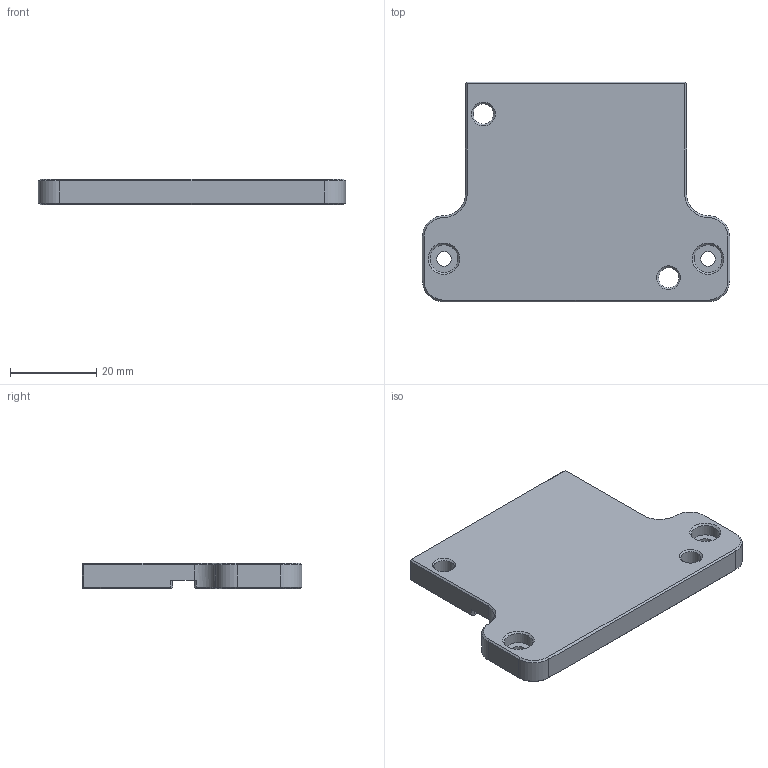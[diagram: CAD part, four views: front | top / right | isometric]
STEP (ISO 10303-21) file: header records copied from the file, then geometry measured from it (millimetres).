
FILE_DESCRIPTION(/* description */ ('Unknown'),/* implementation_level */ '2;1');
FILE_NAME(/* name */ '5015 Flat Fan Bracket V2',/* time_stamp */ '2022-09-12T16:29:40-04:00',/* author */ ('Unknown'),/* organization */ ('Unknown'),/* preprocessor_version */ 'ST-DEVELOPER v18.1',/* originating_system */ 'Solid Edge',/* authorisation */ 'Unknown');
FILE_SCHEMA (('AUTOMOTIVE_DESIGN {1 0 10303 214 3 1 1}'));
Length unit declared in the file: millimetre
Products named in the file (1): 5015 Flat Fan Bracket V2
Bounding box: 71.3 x 51 x 6 mm (x, y, z)
Volume: 17001.2 mm3; surface area: 7680.9 mm2
Topology: 1 solids, 1 shells, 66 faces, 162 edges, 100 vertices
Faces by surface type: plane 34, cone 20, cylinder 12
Full cylindrical faces by diameter (mm): 3.4 x2, 4.7 x2, 6.5 x2
Entity records: 1882 total; most frequent: CARTESIAN_POINT 323, DIRECTION 322, ORIENTED_EDGE 292, EDGE_CURVE 146, AXIS2_PLACEMENT_3D 113, VERTEX_POINT 98, LINE 96, VECTOR 96
